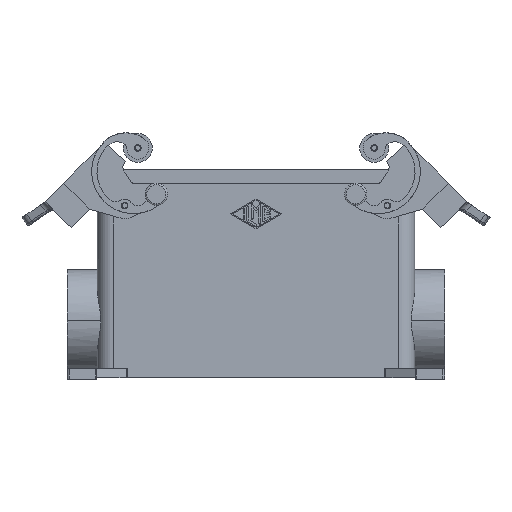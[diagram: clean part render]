
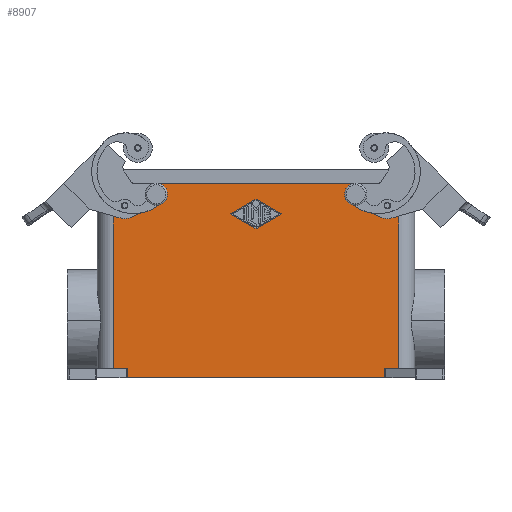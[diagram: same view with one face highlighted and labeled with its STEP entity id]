
A CAD part, front view. The second image highlights one B-rep face of the part: STEP entity #8907.
In plain terms, the highlighted planar face has unit normal (0, -1, 0).
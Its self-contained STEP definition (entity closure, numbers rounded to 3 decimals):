
#1154=CARTESIAN_POINT('',(-38.0,-21.75,22.0));
#1155=VERTEX_POINT('',#1154);
#1164=CARTESIAN_POINT('',(-38.0,-21.75,17.0));
#1165=VERTEX_POINT('',#1164);
#1166=CARTESIAN_POINT('',(-38.0,-21.75,19.5));
#1167=DIRECTION('',(0.0,1.0,0.0));
#1168=DIRECTION('',(0.0,0.0,1.0));
#1169=AXIS2_PLACEMENT_3D('',#1166,#1167,#1168);
#1170=CIRCLE('',#1169,2.5);
#1171=EDGE_CURVE('',#1165,#1155,#1170,.T.);
#2425=CARTESIAN_POINT('',(38.0,-21.75,22.0));
#2426=VERTEX_POINT('',#2425);
#2435=CARTESIAN_POINT('',(38.0,-21.75,17.0));
#2436=VERTEX_POINT('',#2435);
#2437=CARTESIAN_POINT('',(38.0,-21.75,19.5));
#2438=DIRECTION('',(0.0,1.0,0.0));
#2439=DIRECTION('',(0.0,0.0,1.0));
#2440=AXIS2_PLACEMENT_3D('',#2437,#2438,#2439);
#2441=CIRCLE('',#2440,2.5);
#2442=EDGE_CURVE('',#2436,#2426,#2441,.T.);
#8182=CARTESIAN_POINT('',(54.5,-21.75,-47.0));
#8183=VERTEX_POINT('',#8182);
#8191=CARTESIAN_POINT('',(49.041,-21.75,-47.0));
#8192=VERTEX_POINT('',#8191);
#8193=CARTESIAN_POINT('',(49.041,-21.75,-47.0));
#8194=DIRECTION('',(1.0,0.0,0.0));
#8195=VECTOR('',#8194,5.459);
#8196=LINE('',#8193,#8195);
#8197=EDGE_CURVE('',#8192,#8183,#8196,.T.);
#8780=CARTESIAN_POINT('',(49.041,-21.75,-50.5));
#8781=VERTEX_POINT('',#8780);
#8782=CARTESIAN_POINT('',(49.041,-21.75,-47.0));
#8783=DIRECTION('',(0.0,0.0,-1.0));
#8784=VECTOR('',#8783,3.5);
#8785=LINE('',#8782,#8784);
#8786=EDGE_CURVE('',#8192,#8781,#8785,.T.);
#8798=CARTESIAN_POINT('',(54.5,-21.75,1.5));
#8799=DIRECTION('',(0.0,-1.0,0.0));
#8800=DIRECTION('',(0.0,0.0,-1.0));
#8801=AXIS2_PLACEMENT_3D('',#8798,#8799,#8800);
#8802=PLANE('',#8801);
#8803=ORIENTED_EDGE('',*,*,#8786,.F.);
#8804=ORIENTED_EDGE('',*,*,#8197,.T.);
#8805=CARTESIAN_POINT('',(54.5,-21.75,23.5));
#8806=VERTEX_POINT('',#8805);
#8807=CARTESIAN_POINT('',(54.5,-21.75,23.5));
#8808=DIRECTION('',(0.0,0.0,-1.0));
#8809=VECTOR('',#8808,70.5);
#8810=LINE('',#8807,#8809);
#8811=EDGE_CURVE('',#8806,#8183,#8810,.T.);
#8812=ORIENTED_EDGE('',*,*,#8811,.F.);
#8813=CARTESIAN_POINT('',(-54.5,-21.75,23.5));
#8814=VERTEX_POINT('',#8813);
#8815=CARTESIAN_POINT('',(54.5,-21.75,23.5));
#8816=DIRECTION('',(-1.0,0.0,0.0));
#8817=VECTOR('',#8816,109.);
#8818=LINE('',#8815,#8817);
#8819=EDGE_CURVE('',#8806,#8814,#8818,.T.);
#8820=ORIENTED_EDGE('',*,*,#8819,.T.);
#8821=CARTESIAN_POINT('',(-54.5,-21.75,-47.0));
#8822=VERTEX_POINT('',#8821);
#8823=CARTESIAN_POINT('',(-54.5,-21.75,23.5));
#8824=DIRECTION('',(0.0,0.0,-1.0));
#8825=VECTOR('',#8824,70.5);
#8826=LINE('',#8823,#8825);
#8827=EDGE_CURVE('',#8814,#8822,#8826,.T.);
#8828=ORIENTED_EDGE('',*,*,#8827,.T.);
#8829=CARTESIAN_POINT('',(-49.041,-21.75,-47.0));
#8830=VERTEX_POINT('',#8829);
#8831=CARTESIAN_POINT('',(-54.5,-21.75,-47.0));
#8832=DIRECTION('',(1.0,0.0,0.0));
#8833=VECTOR('',#8832,5.459);
#8834=LINE('',#8831,#8833);
#8835=EDGE_CURVE('',#8822,#8830,#8834,.T.);
#8836=ORIENTED_EDGE('',*,*,#8835,.T.);
#8837=CARTESIAN_POINT('',(-49.041,-21.75,-50.5));
#8838=VERTEX_POINT('',#8837);
#8839=CARTESIAN_POINT('',(-49.041,-21.75,-50.5));
#8840=DIRECTION('',(0.0,0.0,1.0));
#8841=VECTOR('',#8840,3.5);
#8842=LINE('',#8839,#8841);
#8843=EDGE_CURVE('',#8838,#8830,#8842,.T.);
#8844=ORIENTED_EDGE('',*,*,#8843,.F.);
#8845=CARTESIAN_POINT('',(49.041,-21.75,-50.5));
#8846=DIRECTION('',(-1.0,0.0,0.0));
#8847=VECTOR('',#8846,98.081);
#8848=LINE('',#8845,#8847);
#8849=EDGE_CURVE('',#8781,#8838,#8848,.T.);
#8850=ORIENTED_EDGE('',*,*,#8849,.F.);
#8851=EDGE_LOOP('',(#8803,#8804,#8812,#8820,#8828,#8836,#8844,#8850));
#8852=FACE_OUTER_BOUND('',#8851,.T.);
#8853=CARTESIAN_POINT('',(0.,-21.75,6.375));
#8854=VERTEX_POINT('',#8853);
#8855=CARTESIAN_POINT('',(-9.75,-21.75,12.));
#8856=VERTEX_POINT('',#8855);
#8857=CARTESIAN_POINT('',(0.,-21.75,6.375));
#8858=DIRECTION('',(-0.866,0.0,0.5));
#8859=VECTOR('',#8858,11.256);
#8860=LINE('',#8857,#8859);
#8861=EDGE_CURVE('',#8854,#8856,#8860,.T.);
#8862=ORIENTED_EDGE('',*,*,#8861,.T.);
#8863=CARTESIAN_POINT('',(0.,-21.75,17.625));
#8864=VERTEX_POINT('',#8863);
#8865=CARTESIAN_POINT('',(-9.75,-21.75,12.));
#8866=DIRECTION('',(0.866,0.0,0.5));
#8867=VECTOR('',#8866,11.256);
#8868=LINE('',#8865,#8867);
#8869=EDGE_CURVE('',#8856,#8864,#8868,.T.);
#8870=ORIENTED_EDGE('',*,*,#8869,.T.);
#8871=CARTESIAN_POINT('',(9.75,-21.75,12.));
#8872=VERTEX_POINT('',#8871);
#8873=CARTESIAN_POINT('',(0.,-21.75,17.625));
#8874=DIRECTION('',(0.866,0.0,-0.5));
#8875=VECTOR('',#8874,11.256);
#8876=LINE('',#8873,#8875);
#8877=EDGE_CURVE('',#8864,#8872,#8876,.T.);
#8878=ORIENTED_EDGE('',*,*,#8877,.T.);
#8879=CARTESIAN_POINT('',(9.75,-21.75,12.));
#8880=DIRECTION('',(-0.866,0.0,-0.5));
#8881=VECTOR('',#8880,11.256);
#8882=LINE('',#8879,#8881);
#8883=EDGE_CURVE('',#8872,#8854,#8882,.T.);
#8884=ORIENTED_EDGE('',*,*,#8883,.T.);
#8885=EDGE_LOOP('',(#8862,#8870,#8878,#8884));
#8886=FACE_BOUND('',#8885,.T.);
#8887=ORIENTED_EDGE('',*,*,#2442,.T.);
#8888=CARTESIAN_POINT('',(38.0,-21.75,19.5));
#8889=DIRECTION('',(0.0,1.0,0.0));
#8890=DIRECTION('',(0.0,0.0,1.0));
#8891=AXIS2_PLACEMENT_3D('',#8888,#8889,#8890);
#8892=CIRCLE('',#8891,2.5);
#8893=EDGE_CURVE('',#2426,#2436,#8892,.T.);
#8894=ORIENTED_EDGE('',*,*,#8893,.T.);
#8895=EDGE_LOOP('',(#8887,#8894));
#8896=FACE_BOUND('',#8895,.T.);
#8897=ORIENTED_EDGE('',*,*,#1171,.T.);
#8898=CARTESIAN_POINT('',(-38.0,-21.75,19.5));
#8899=DIRECTION('',(0.0,1.0,0.0));
#8900=DIRECTION('',(0.0,0.0,1.0));
#8901=AXIS2_PLACEMENT_3D('',#8898,#8899,#8900);
#8902=CIRCLE('',#8901,2.5);
#8903=EDGE_CURVE('',#1155,#1165,#8902,.T.);
#8904=ORIENTED_EDGE('',*,*,#8903,.T.);
#8905=EDGE_LOOP('',(#8897,#8904));
#8906=FACE_BOUND('',#8905,.T.);
#8907=ADVANCED_FACE('',(#8852,#8886,#8896,#8906),#8802,.T.);
